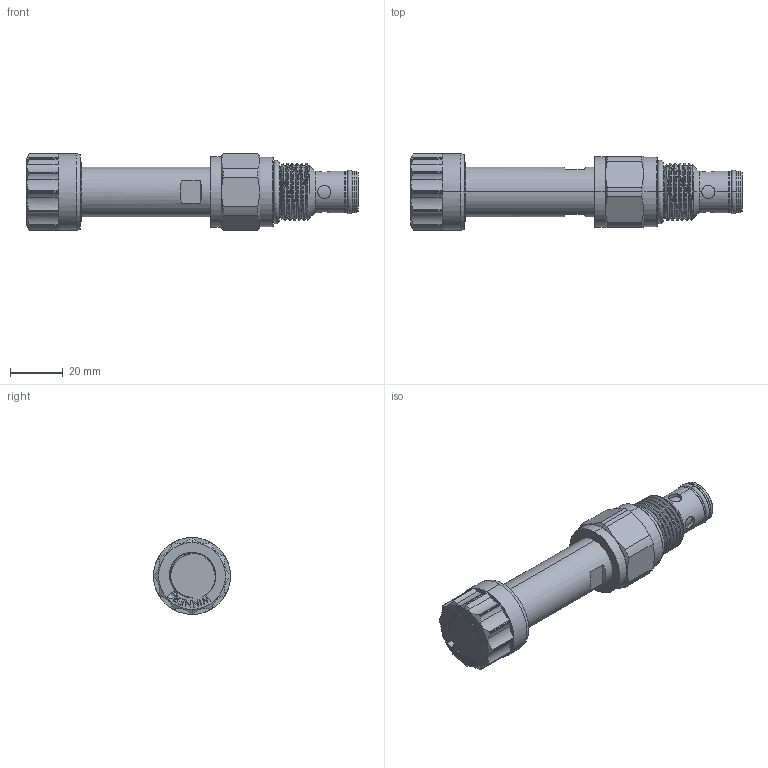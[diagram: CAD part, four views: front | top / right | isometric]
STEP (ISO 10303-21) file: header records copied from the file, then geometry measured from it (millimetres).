
FILE_DESCRIPTION (( 'STEP AP203' ), '1' );
FILE_NAME ('PEP10W2D02N0450.STEP', '2024-01-30T02:58:41', ( '' ), ( '' ), 'SwSTEP 2.0', 'SolidWorks 2018', '' );
FILE_SCHEMA (( 'CONFIG_CONTROL_DESIGN' ));
Length unit declared in the file: millimetre
Products named in the file (1): PEP10W2D02N0450
Bounding box: 126.2 x 29.2 x 29.3 mm (x, y, z)
Volume: 49187.4 mm3; surface area: 12036.3 mm2
Topology: 1 solids, 1 shells, 268 faces, 692 edges, 451 vertices
Faces by surface type: cylinder 115, plane 109, cone 22, bspline 14, torus 8
Entity records: 13095 total; most frequent: CARTESIAN_POINT 6694, ORIENTED_EDGE 1384, DIRECTION 1236, EDGE_CURVE 692, VERTEX_POINT 451, AXIS2_PLACEMENT_3D 445, VECTOR 346, LINE 346
